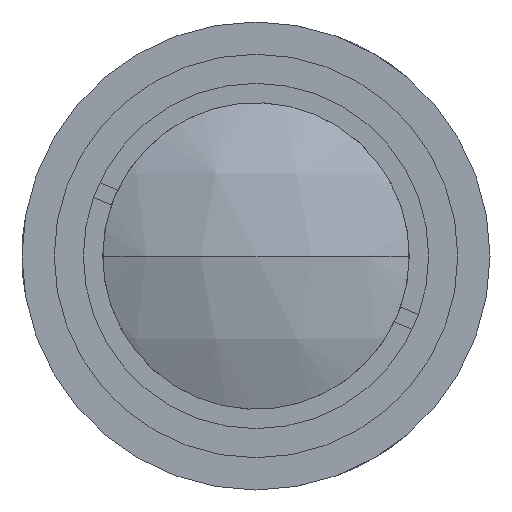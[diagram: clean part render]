
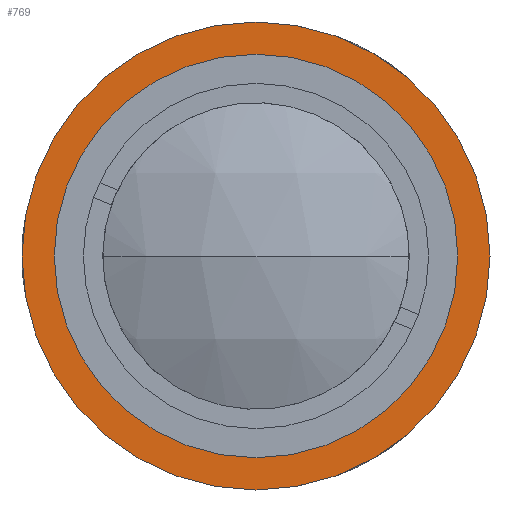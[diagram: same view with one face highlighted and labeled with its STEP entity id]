
A CAD part, left-side view. The second image highlights one B-rep face of the part: STEP entity #769.
In plain terms, the highlighted planar face has unit normal (-1, 0, 0).
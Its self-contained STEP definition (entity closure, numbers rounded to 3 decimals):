
#19 = VERTEX_POINT ( 'NONE', #1952 ) ;
#71 = CARTESIAN_POINT ( 'NONE',  ( 75.1, 0., 0. ) ) ;
#119 = VERTEX_POINT ( 'NONE', #2010 ) ;
#126 = AXIS2_PLACEMENT_3D ( 'NONE', #71, #1521, #289 ) ;
#135 = DIRECTION ( 'NONE',  ( -1., 0., 0. ) ) ;
#289 = DIRECTION ( 'NONE',  ( 0., 0., 1. ) ) ;
#316 = DIRECTION ( 'NONE',  ( -1., 0., 0. ) ) ;
#455 = ORIENTED_EDGE ( 'NONE', *, *, #1364, .T. ) ;
#631 = FACE_OUTER_BOUND ( 'NONE', #900, .T. ) ;
#699 = DIRECTION ( 'NONE',  ( 1., 0., 0. ) ) ;
#750 = VERTEX_POINT ( 'NONE', #1499 ) ;
#769 = ADVANCED_FACE ( 'NONE', ( #1880, #631 ), #1930, .F. ) ;
#779 = ORIENTED_EDGE ( 'NONE', *, *, #780, .T. ) ;
#780 = EDGE_CURVE ( 'NONE', #19, #1695, #1108, .T. ) ;
#832 = EDGE_CURVE ( 'NONE', #750, #119, #1586, .T. ) ;
#900 = EDGE_LOOP ( 'NONE', ( #455, #779 ) ) ;
#1000 = DIRECTION ( 'NONE',  ( -1., 0., 0. ) ) ;
#1108 = CIRCLE ( 'NONE', #126, 14.5 ) ;
#1231 = AXIS2_PLACEMENT_3D ( 'NONE', #1306, #699, #2133 ) ;
#1306 = CARTESIAN_POINT ( 'NONE',  ( 75.1, 11.5, 0. ) ) ;
#1342 = AXIS2_PLACEMENT_3D ( 'NONE', #2239, #1000, #2443 ) ;
#1364 = EDGE_CURVE ( 'NONE', #1695, #19, #1583, .T. ) ;
#1376 = CARTESIAN_POINT ( 'NONE',  ( 75.1, 0., 0. ) ) ;
#1499 = CARTESIAN_POINT ( 'NONE',  ( 75.1, 0., 11.5 ) ) ;
#1521 = DIRECTION ( 'NONE',  ( -1., 0., 0. ) ) ;
#1547 = CARTESIAN_POINT ( 'NONE',  ( 75.1, 0., 0. ) ) ;
#1578 = DIRECTION ( 'NONE',  ( 0., 0., 1. ) ) ;
#1583 = CIRCLE ( 'NONE', #1967, 14.5 ) ;
#1586 = CIRCLE ( 'NONE', #1647, 11.5 ) ;
#1647 = AXIS2_PLACEMENT_3D ( 'NONE', #1547, #316, #1756 ) ;
#1695 = VERTEX_POINT ( 'NONE', #2426 ) ;
#1756 = DIRECTION ( 'NONE',  ( 0., 0., 1. ) ) ;
#1774 = ORIENTED_EDGE ( 'NONE', *, *, #832, .F. ) ;
#1776 = CIRCLE ( 'NONE', #1342, 11.5 ) ;
#1880 = FACE_BOUND ( 'NONE', #2248, .T. ) ;
#1930 = PLANE ( 'NONE',  #1231 ) ;
#1952 = CARTESIAN_POINT ( 'NONE',  ( 75.1, 0., -14.5 ) ) ;
#1967 = AXIS2_PLACEMENT_3D ( 'NONE', #1376, #135, #1578 ) ;
#2010 = CARTESIAN_POINT ( 'NONE',  ( 75.1, 0., -11.5 ) ) ;
#2133 = DIRECTION ( 'NONE',  ( 0., 0., -1. ) ) ;
#2184 = ORIENTED_EDGE ( 'NONE', *, *, #2212, .F. ) ;
#2212 = EDGE_CURVE ( 'NONE', #119, #750, #1776, .T. ) ;
#2239 = CARTESIAN_POINT ( 'NONE',  ( 75.1, 0., 0. ) ) ;
#2248 = EDGE_LOOP ( 'NONE', ( #1774, #2184 ) ) ;
#2426 = CARTESIAN_POINT ( 'NONE',  ( 75.1, 0., 14.5 ) ) ;
#2443 = DIRECTION ( 'NONE',  ( 0., 0., 1. ) ) ;
